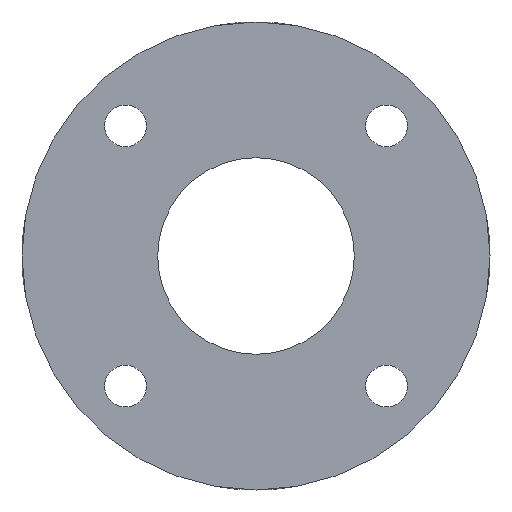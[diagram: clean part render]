
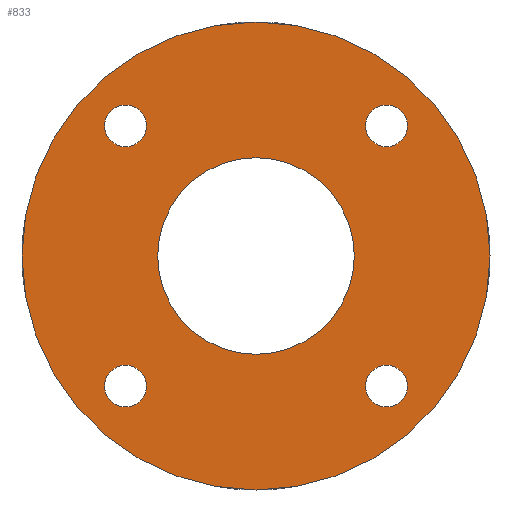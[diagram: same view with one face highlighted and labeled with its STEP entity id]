
A CAD part, front view. The second image highlights one B-rep face of the part: STEP entity #833.
In plain terms, the highlighted planar face has unit normal (0, -1, 0).
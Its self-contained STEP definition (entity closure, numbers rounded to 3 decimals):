
#14 = FACE_BOUND ( 'NONE', #100, .T. ) ;
#17 = EDGE_LOOP ( 'NONE', ( #287, #327 ) ) ;
#18 = CIRCLE ( 'NONE', #976, 3.4 ) ;
#20 = FACE_OUTER_BOUND ( 'NONE', #17, .T. ) ;
#22 = ORIENTED_EDGE ( 'NONE', *, *, #968, .F. ) ;
#32 = FACE_BOUND ( 'NONE', #269, .T. ) ;
#33 = CIRCLE ( 'NONE', #961, 3.4 ) ;
#41 = CIRCLE ( 'NONE', #949, 3.4 ) ;
#50 = ORIENTED_EDGE ( 'NONE', *, *, #861, .F. ) ;
#55 = CIRCLE ( 'NONE', #943, 16. ) ;
#73 = FACE_BOUND ( 'NONE', #183, .T. ) ;
#82 = CIRCLE ( 'NONE', #930, 3.4 ) ;
#93 = CIRCLE ( 'NONE', #908, 3.4 ) ;
#100 = EDGE_LOOP ( 'NONE', ( #176, #268 ) ) ;
#143 = ORIENTED_EDGE ( 'NONE', *, *, #895, .F. ) ;
#147 = ORIENTED_EDGE ( 'NONE', *, *, #911, .T. ) ;
#167 = CIRCLE ( 'NONE', #870, 3.4 ) ;
#169 = ORIENTED_EDGE ( 'NONE', *, *, #891, .F. ) ;
#176 = ORIENTED_EDGE ( 'NONE', *, *, #878, .F. ) ;
#183 = EDGE_LOOP ( 'NONE', ( #22, #169 ) ) ;
#201 = ORIENTED_EDGE ( 'NONE', *, *, #912, .F. ) ;
#209 = EDGE_LOOP ( 'NONE', ( #201, #50 ) ) ;
#215 = EDGE_LOOP ( 'NONE', ( #147, #291 ) ) ;
#233 = CIRCLE ( 'NONE', #941, 38.1 ) ;
#237 = CIRCLE ( 'NONE', #853, 3.4 ) ;
#240 = CIRCLE ( 'NONE', #972, 16. ) ;
#257 = CIRCLE ( 'NONE', #958, 38.1 ) ;
#268 = ORIENTED_EDGE ( 'NONE', *, *, #950, .F. ) ;
#269 = EDGE_LOOP ( 'NONE', ( #143, #293 ) ) ;
#287 = ORIENTED_EDGE ( 'NONE', *, *, #947, .F. ) ;
#288 = FACE_BOUND ( 'NONE', #209, .T. ) ;
#291 = ORIENTED_EDGE ( 'NONE', *, *, #614, .T. ) ;
#293 = ORIENTED_EDGE ( 'NONE', *, *, #942, .F. ) ;
#311 = FACE_BOUND ( 'NONE', #215, .T. ) ;
#324 = CIRCLE ( 'NONE', #926, 3.4 ) ;
#327 = ORIENTED_EDGE ( 'NONE', *, *, #910, .F. ) ;
#430 = DIRECTION ( 'NONE',  ( 0., 0., 1. ) ) ;
#431 = DIRECTION ( 'NONE',  ( 0., 1., 0. ) ) ;
#434 = PLANE ( 'NONE',  #857 ) ;
#438 = CARTESIAN_POINT ( 'NONE',  ( 0., 0., 0. ) ) ;
#460 = CARTESIAN_POINT ( 'NONE',  ( 0., 0., 16. ) ) ;
#466 = CARTESIAN_POINT ( 'NONE',  ( 0., 0., -38.1 ) ) ;
#472 = VERTEX_POINT ( 'NONE', #473 ) ;
#473 = CARTESIAN_POINT ( 'NONE',  ( -21.242, 0., -17.784 ) ) ;
#481 = CARTESIAN_POINT ( 'NONE',  ( 0., 0., -16. ) ) ;
#492 = CARTESIAN_POINT ( 'NONE',  ( 21.242, 0., -24.584 ) ) ;
#495 = CARTESIAN_POINT ( 'NONE',  ( -21.242, 0., 17.784 ) ) ;
#498 = VERTEX_POINT ( 'NONE', #526 ) ;
#506 = DIRECTION ( 'NONE',  ( 0., 1., 0. ) ) ;
#507 = VERTEX_POINT ( 'NONE', #495 ) ;
#508 = VERTEX_POINT ( 'NONE', #525 ) ;
#511 = VERTEX_POINT ( 'NONE', #570 ) ;
#512 = DIRECTION ( 'NONE',  ( 0., 0., 1. ) ) ;
#515 = VERTEX_POINT ( 'NONE', #466 ) ;
#518 = CARTESIAN_POINT ( 'NONE',  ( 0., 0., 0. ) ) ;
#525 = CARTESIAN_POINT ( 'NONE',  ( 0., 0., 38.1 ) ) ;
#526 = CARTESIAN_POINT ( 'NONE',  ( 21.242, 0., 24.584 ) ) ;
#532 = VERTEX_POINT ( 'NONE', #492 ) ;
#535 = VERTEX_POINT ( 'NONE', #481 ) ;
#541 = VERTEX_POINT ( 'NONE', #568 ) ;
#548 = VERTEX_POINT ( 'NONE', #566 ) ;
#566 = CARTESIAN_POINT ( 'NONE',  ( 21.242, 0., -17.784 ) ) ;
#568 = CARTESIAN_POINT ( 'NONE',  ( 21.242, 0., 17.784 ) ) ;
#570 = CARTESIAN_POINT ( 'NONE',  ( -21.242, 0., 24.584 ) ) ;
#574 = CARTESIAN_POINT ( 'NONE',  ( -21.242, 0., -24.584 ) ) ;
#578 = VERTEX_POINT ( 'NONE', #460 ) ;
#584 = VERTEX_POINT ( 'NONE', #574 ) ;
#595 = DIRECTION ( 'NONE',  ( 0., -1., 0. ) ) ;
#603 = CARTESIAN_POINT ( 'NONE',  ( 21.242, 0., -21.184 ) ) ;
#606 = DIRECTION ( 'NONE',  ( 0., 0., -1. ) ) ;
#614 = EDGE_CURVE ( 'NONE', #578, #535, #240, .T. ) ;
#676 = CARTESIAN_POINT ( 'NONE',  ( -21.242, 0., -21.184 ) ) ;
#677 = DIRECTION ( 'NONE',  ( 0., -1., 0. ) ) ;
#678 = DIRECTION ( 'NONE',  ( 0., 0., -1. ) ) ;
#833 = ADVANCED_FACE ( 'NONE', ( #288, #73, #14, #32, #20, #311 ), #434, .F. ) ;
#853 = AXIS2_PLACEMENT_3D ( 'NONE', #1293, #1299, #1300 ) ;
#857 = AXIS2_PLACEMENT_3D ( 'NONE', #438, #431, #430 ) ;
#861 = EDGE_CURVE ( 'NONE', #548, #532, #18, .T. ) ;
#870 = AXIS2_PLACEMENT_3D ( 'NONE', #1115, #1118, #1119 ) ;
#878 = EDGE_CURVE ( 'NONE', #507, #511, #167, .T. ) ;
#891 = EDGE_CURVE ( 'NONE', #472, #584, #82, .T. ) ;
#895 = EDGE_CURVE ( 'NONE', #541, #498, #41, .T. ) ;
#908 = AXIS2_PLACEMENT_3D ( 'NONE', #1360, #1368, #1369 ) ;
#910 = EDGE_CURVE ( 'NONE', #508, #515, #257, .T. ) ;
#911 = EDGE_CURVE ( 'NONE', #535, #578, #55, .T. ) ;
#912 = EDGE_CURVE ( 'NONE', #532, #548, #237, .T. ) ;
#926 = AXIS2_PLACEMENT_3D ( 'NONE', #1357, #1358, #1359 ) ;
#930 = AXIS2_PLACEMENT_3D ( 'NONE', #1205, #1209, #1210 ) ;
#941 = AXIS2_PLACEMENT_3D ( 'NONE', #1363, #1365, #1366 ) ;
#942 = EDGE_CURVE ( 'NONE', #498, #541, #324, .T. ) ;
#943 = AXIS2_PLACEMENT_3D ( 'NONE', #1272, #1296, #1297 ) ;
#947 = EDGE_CURVE ( 'NONE', #515, #508, #233, .T. ) ;
#949 = AXIS2_PLACEMENT_3D ( 'NONE', #1212, #1231, #1232 ) ;
#950 = EDGE_CURVE ( 'NONE', #511, #507, #93, .T. ) ;
#958 = AXIS2_PLACEMENT_3D ( 'NONE', #1269, #1294, #1295 ) ;
#961 = AXIS2_PLACEMENT_3D ( 'NONE', #676, #677, #678 ) ;
#968 = EDGE_CURVE ( 'NONE', #584, #472, #33, .T. ) ;
#972 = AXIS2_PLACEMENT_3D ( 'NONE', #518, #506, #512 ) ;
#976 = AXIS2_PLACEMENT_3D ( 'NONE', #603, #595, #606 ) ;
#1115 = CARTESIAN_POINT ( 'NONE',  ( -21.242, 0., 21.184 ) ) ;
#1118 = DIRECTION ( 'NONE',  ( 0., -1., 0. ) ) ;
#1119 = DIRECTION ( 'NONE',  ( 0., 0., -1. ) ) ;
#1205 = CARTESIAN_POINT ( 'NONE',  ( -21.242, 0., -21.184 ) ) ;
#1209 = DIRECTION ( 'NONE',  ( 0., -1., 0. ) ) ;
#1210 = DIRECTION ( 'NONE',  ( 0., 0., -1. ) ) ;
#1212 = CARTESIAN_POINT ( 'NONE',  ( 21.242, 0., 21.184 ) ) ;
#1231 = DIRECTION ( 'NONE',  ( 0., -1., 0. ) ) ;
#1232 = DIRECTION ( 'NONE',  ( 0., 0., -1. ) ) ;
#1269 = CARTESIAN_POINT ( 'NONE',  ( 0., 0., 0. ) ) ;
#1272 = CARTESIAN_POINT ( 'NONE',  ( 0., 0., 0. ) ) ;
#1293 = CARTESIAN_POINT ( 'NONE',  ( 21.242, 0., -21.184 ) ) ;
#1294 = DIRECTION ( 'NONE',  ( 0., 1., 0. ) ) ;
#1295 = DIRECTION ( 'NONE',  ( 0., 0., 1. ) ) ;
#1296 = DIRECTION ( 'NONE',  ( 0., 1., 0. ) ) ;
#1297 = DIRECTION ( 'NONE',  ( 0., 0., 1. ) ) ;
#1299 = DIRECTION ( 'NONE',  ( 0., -1., 0. ) ) ;
#1300 = DIRECTION ( 'NONE',  ( 0., 0., -1. ) ) ;
#1357 = CARTESIAN_POINT ( 'NONE',  ( 21.242, 0., 21.184 ) ) ;
#1358 = DIRECTION ( 'NONE',  ( 0., -1., 0. ) ) ;
#1359 = DIRECTION ( 'NONE',  ( 0., 0., -1. ) ) ;
#1360 = CARTESIAN_POINT ( 'NONE',  ( -21.242, 0., 21.184 ) ) ;
#1363 = CARTESIAN_POINT ( 'NONE',  ( 0., 0., 0. ) ) ;
#1365 = DIRECTION ( 'NONE',  ( 0., 1., 0. ) ) ;
#1366 = DIRECTION ( 'NONE',  ( 0., 0., 1. ) ) ;
#1368 = DIRECTION ( 'NONE',  ( 0., -1., 0. ) ) ;
#1369 = DIRECTION ( 'NONE',  ( 0., 0., -1. ) ) ;
